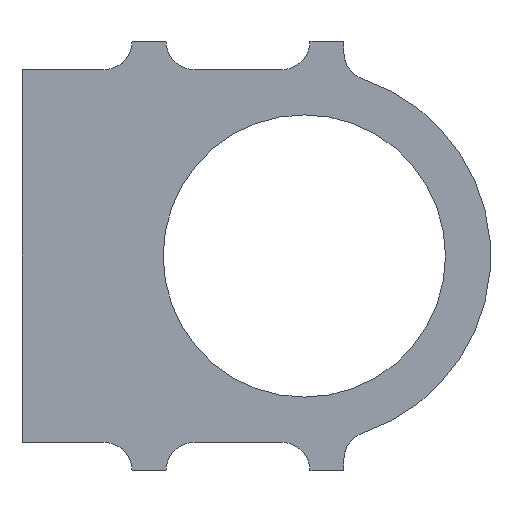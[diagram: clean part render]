
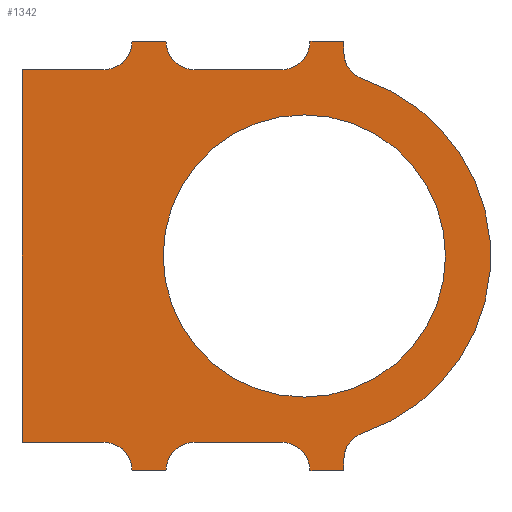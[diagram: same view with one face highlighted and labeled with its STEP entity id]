
A CAD part, front view. The second image highlights one B-rep face of the part: STEP entity #1342.
In plain terms, the highlighted planar face has unit normal (0, -1, 0).
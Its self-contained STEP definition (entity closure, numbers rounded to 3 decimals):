
#77=FACE_BOUND('',#284,.T.);
#118=CIRCLE('',#1427,10.);
#119=CIRCLE('',#1430,10.);
#120=CIRCLE('',#1432,10.);
#121=CIRCLE('',#1434,10.);
#125=CIRCLE('',#1450,66.);
#126=CIRCLE('',#1451,10.);
#127=CIRCLE('',#1452,10.);
#128=CIRCLE('',#1453,10.);
#129=CIRCLE('',#1454,10.);
#130=CIRCLE('',#1455,50.);
#181=FACE_OUTER_BOUND('',#283,.T.);
#283=EDGE_LOOP('',(#1097,#1098,#1099,#1100,#1101,#1102,#1103,#1104,#1105,
#1106,#1107,#1108,#1109,#1110,#1111,#1112,#1113,#1114,#1115,#1116));
#284=EDGE_LOOP('',(#1117));
#387=LINE('',#2311,#515);
#407=LINE('',#2356,#535);
#418=LINE('',#2382,#546);
#419=LINE('',#2387,#547);
#420=LINE('',#2393,#548);
#421=LINE('',#2395,#549);
#422=LINE('',#2399,#550);
#423=LINE('',#2403,#551);
#424=LINE('',#2407,#552);
#425=LINE('',#2409,#553);
#426=LINE('',#2410,#554);
#515=VECTOR('',#1657,3.889);
#535=VECTOR('',#1699,12.);
#546=VECTOR('',#1724,12.);
#547=VECTOR('',#1731,31.);
#548=VECTOR('',#1736,3.889);
#549=VECTOR('',#1737,12.);
#550=VECTOR('',#1740,31.);
#551=VECTOR('',#1743,12.);
#552=VECTOR('',#1746,29.);
#553=VECTOR('',#1747,132.);
#554=VECTOR('',#1748,29.);
#658=VERTEX_POINT('',#2304);
#659=VERTEX_POINT('',#2305);
#660=VERTEX_POINT('',#2310);
#661=VERTEX_POINT('',#2314);
#662=VERTEX_POINT('',#2315);
#663=VERTEX_POINT('',#2320);
#664=VERTEX_POINT('',#2322);
#665=VERTEX_POINT('',#2326);
#666=VERTEX_POINT('',#2327);
#684=VERTEX_POINT('',#2388);
#685=VERTEX_POINT('',#2390);
#686=VERTEX_POINT('',#2392);
#687=VERTEX_POINT('',#2394);
#688=VERTEX_POINT('',#2396);
#689=VERTEX_POINT('',#2398);
#690=VERTEX_POINT('',#2400);
#691=VERTEX_POINT('',#2402);
#692=VERTEX_POINT('',#2404);
#693=VERTEX_POINT('',#2406);
#694=VERTEX_POINT('',#2408);
#695=VERTEX_POINT('',#2411);
#800=EDGE_CURVE('',#658,#659,#118,.T.);
#803=EDGE_CURVE('',#659,#660,#387,.T.);
#805=EDGE_CURVE('',#661,#662,#119,.T.);
#809=EDGE_CURVE('',#663,#664,#120,.T.);
#811=EDGE_CURVE('',#665,#666,#121,.T.);
#826=EDGE_CURVE('',#662,#663,#407,.T.);
#839=EDGE_CURVE('',#660,#665,#418,.T.);
#841=EDGE_CURVE('',#661,#666,#419,.T.);
#842=EDGE_CURVE('',#658,#684,#125,.T.);
#843=EDGE_CURVE('',#685,#684,#126,.T.);
#844=EDGE_CURVE('',#686,#685,#420,.T.);
#845=EDGE_CURVE('',#687,#686,#421,.T.);
#846=EDGE_CURVE('',#687,#688,#127,.F.);
#847=EDGE_CURVE('',#688,#689,#422,.T.);
#848=EDGE_CURVE('',#690,#689,#128,.T.);
#849=EDGE_CURVE('',#691,#690,#423,.T.);
#850=EDGE_CURVE('',#692,#691,#129,.T.);
#851=EDGE_CURVE('',#692,#693,#424,.T.);
#852=EDGE_CURVE('',#693,#694,#425,.T.);
#853=EDGE_CURVE('',#694,#664,#426,.T.);
#854=EDGE_CURVE('',#695,#695,#130,.T.);
#1097=ORIENTED_EDGE('',*,*,#841,.T.);
#1098=ORIENTED_EDGE('',*,*,#811,.F.);
#1099=ORIENTED_EDGE('',*,*,#839,.F.);
#1100=ORIENTED_EDGE('',*,*,#803,.F.);
#1101=ORIENTED_EDGE('',*,*,#800,.F.);
#1102=ORIENTED_EDGE('',*,*,#842,.T.);
#1103=ORIENTED_EDGE('',*,*,#843,.F.);
#1104=ORIENTED_EDGE('',*,*,#844,.F.);
#1105=ORIENTED_EDGE('',*,*,#845,.F.);
#1106=ORIENTED_EDGE('',*,*,#846,.T.);
#1107=ORIENTED_EDGE('',*,*,#847,.T.);
#1108=ORIENTED_EDGE('',*,*,#848,.F.);
#1109=ORIENTED_EDGE('',*,*,#849,.F.);
#1110=ORIENTED_EDGE('',*,*,#850,.F.);
#1111=ORIENTED_EDGE('',*,*,#851,.T.);
#1112=ORIENTED_EDGE('',*,*,#852,.T.);
#1113=ORIENTED_EDGE('',*,*,#853,.T.);
#1114=ORIENTED_EDGE('',*,*,#809,.F.);
#1115=ORIENTED_EDGE('',*,*,#826,.F.);
#1116=ORIENTED_EDGE('',*,*,#805,.F.);
#1117=ORIENTED_EDGE('',*,*,#854,.T.);
#1279=PLANE('',#1449);
#1342=ADVANCED_FACE('',(#181,#77),#1279,.F.);
#1427=AXIS2_PLACEMENT_3D('',#2306,#1651,#1652);
#1430=AXIS2_PLACEMENT_3D('',#2316,#1661,#1662);
#1432=AXIS2_PLACEMENT_3D('',#2323,#1668,#1669);
#1434=AXIS2_PLACEMENT_3D('',#2328,#1673,#1674);
#1449=AXIS2_PLACEMENT_3D('',#2386,#1729,#1730);
#1450=AXIS2_PLACEMENT_3D('',#2389,#1732,#1733);
#1451=AXIS2_PLACEMENT_3D('',#2391,#1734,#1735);
#1452=AXIS2_PLACEMENT_3D('',#2397,#1738,#1739);
#1453=AXIS2_PLACEMENT_3D('',#2401,#1741,#1742);
#1454=AXIS2_PLACEMENT_3D('',#2405,#1744,#1745);
#1455=AXIS2_PLACEMENT_3D('',#2412,#1749,#1750);
#1651=DIRECTION('center_axis',(0.,-1.,0.));
#1652=DIRECTION('ref_axis',(-0.811,0.,0.585));
#1657=DIRECTION('',(0.,0.,-1.));
#1661=DIRECTION('center_axis',(0.,-1.,0.));
#1662=DIRECTION('ref_axis',(-0.707,0.,0.707));
#1668=DIRECTION('center_axis',(0.,-1.,0.));
#1669=DIRECTION('ref_axis',(0.707,0.,0.707));
#1673=DIRECTION('center_axis',(0.,-1.,0.));
#1674=DIRECTION('ref_axis',(1.,0.,0.));
#1699=DIRECTION('',(-1.,0.,0.));
#1724=DIRECTION('',(-1.,0.,0.));
#1729=DIRECTION('center_axis',(0.,1.,0.));
#1730=DIRECTION('ref_axis',(0.,0.,1.));
#1731=DIRECTION('',(1.,0.,0.));
#1732=DIRECTION('center_axis',(0.,-1.,0.));
#1733=DIRECTION('ref_axis',(1.,0.,0.));
#1734=DIRECTION('center_axis',(0.,-1.,0.));
#1735=DIRECTION('ref_axis',(-0.811,0.,-0.585));
#1736=DIRECTION('',(0.,0.,-1.));
#1737=DIRECTION('',(1.,0.,0.));
#1738=DIRECTION('center_axis',(0.,-1.,0.));
#1739=DIRECTION('ref_axis',(1.,0.,0.));
#1740=DIRECTION('',(-1.,0.,0.));
#1741=DIRECTION('center_axis',(0.,-1.,0.));
#1742=DIRECTION('ref_axis',(-0.707,0.,-0.707));
#1743=DIRECTION('',(1.,0.,0.));
#1744=DIRECTION('center_axis',(0.,-1.,0.));
#1745=DIRECTION('ref_axis',(0.707,0.,-0.707));
#1746=DIRECTION('',(-1.,0.,0.));
#1747=DIRECTION('',(0.,0.,-1.));
#1748=DIRECTION('',(1.,0.,0.));
#1749=DIRECTION('center_axis',(0.,1.,0.));
#1750=DIRECTION('ref_axis',(-1.,0.,0.));
#2304=CARTESIAN_POINT('',(20.842,0.,-62.623));
#2305=CARTESIAN_POINT('',(14.,0.,-72.111));
#2306=CARTESIAN_POINT('Origin',(24.,0.,-72.111));
#2310=CARTESIAN_POINT('',(14.,0.,-76.));
#2311=CARTESIAN_POINT('',(14.,0.,-66.));
#2314=CARTESIAN_POINT('',(-39.,0.,-66.));
#2315=CARTESIAN_POINT('',(-49.,0.,-76.));
#2316=CARTESIAN_POINT('Origin',(-39.,0.,-76.));
#2320=CARTESIAN_POINT('',(-61.,0.,-76.));
#2322=CARTESIAN_POINT('',(-71.,0.,-66.));
#2323=CARTESIAN_POINT('Origin',(-71.,0.,-76.));
#2326=CARTESIAN_POINT('',(2.,0.,-76.));
#2327=CARTESIAN_POINT('',(-8.,0.,-66.));
#2328=CARTESIAN_POINT('Origin',(-8.,0.,
-76.));
#2356=CARTESIAN_POINT('',(-49.,0.,-76.));
#2382=CARTESIAN_POINT('',(14.,0.,-76.));
#2386=CARTESIAN_POINT('Origin',(0.,0.,0.));
#2387=CARTESIAN_POINT('',(-100.,0.,-66.));
#2388=CARTESIAN_POINT('',(20.842,0.,62.623));
#2389=CARTESIAN_POINT('Origin',(0.,0.,0.));
#2390=CARTESIAN_POINT('',(14.,0.,72.111));
#2391=CARTESIAN_POINT('Origin',(24.,0.,72.111));
#2392=CARTESIAN_POINT('',(14.,0.,76.));
#2393=CARTESIAN_POINT('',(14.,0.,66.));
#2394=CARTESIAN_POINT('',(2.,0.,76.));
#2395=CARTESIAN_POINT('',(14.,0.,76.));
#2396=CARTESIAN_POINT('',(-8.,0.,66.));
#2397=CARTESIAN_POINT('Origin',(-8.,0.,76.));
#2398=CARTESIAN_POINT('',(-39.,0.,66.));
#2399=CARTESIAN_POINT('',(0.,0.,66.));
#2400=CARTESIAN_POINT('',(-49.,0.,76.));
#2401=CARTESIAN_POINT('Origin',(-39.,0.,76.));
#2402=CARTESIAN_POINT('',(-61.,0.,76.));
#2403=CARTESIAN_POINT('',(-49.,0.,76.));
#2404=CARTESIAN_POINT('',(-71.,0.,66.));
#2405=CARTESIAN_POINT('Origin',(-71.,0.,76.));
#2406=CARTESIAN_POINT('',(-100.,0.,66.));
#2407=CARTESIAN_POINT('',(0.,0.,66.));
#2408=CARTESIAN_POINT('',(-100.,0.,-66.));
#2409=CARTESIAN_POINT('',(-100.,0.,66.));
#2410=CARTESIAN_POINT('',(-100.,0.,-66.));
#2411=CARTESIAN_POINT('',(0.,0.,50.));
#2412=CARTESIAN_POINT('Origin',(0.,0.,0.));
